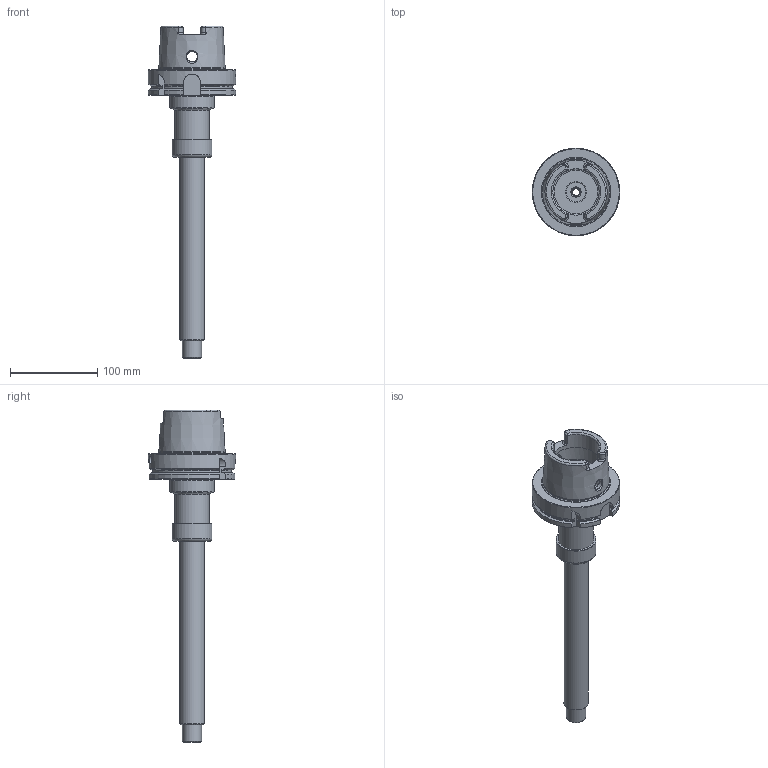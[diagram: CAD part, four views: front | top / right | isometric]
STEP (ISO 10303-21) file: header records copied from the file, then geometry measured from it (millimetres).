
FILE_DESCRIPTION(/* description */ (''),/* implementation_level */ '2;1');
FILE_NAME(/* name */ '888513170.stp',/* time_stamp */ '2021-07-28T09:05:07',/* author */ ('LRA'),/* organization */ ('REGO-FIX'),/* preprocessor_version */ ' Unknown',/* originating_system */ 'SIEMENS PLM Software Solid Edge ST10',/* authorization */ 'Unknown');
FILE_SCHEMA (('AUTOMOTIVE_DESIGN { 1 0 10303 214 2 1 1}'));
Length unit declared in the file: millimetre
Products named in the file (1): NOCUT
Bounding box: 100 x 100 x 379.5 mm (x, y, z)
Volume: 470352.6 mm3; surface area: 95258.4 mm2
Topology: 1 solids, 3 shells, 209 faces, 516 edges, 326 vertices
Faces by surface type: plane 60, cylinder 53, cone 49, torus 47
Full cylindrical faces by diameter (mm): 8 x1, 8.35 x2, 8.376 x1, 8.5 x1, 10 x2, 10.5 x1, 12 x3, 22 x1, 22.376 x1, 23.8 x1, 24.7 x1, 25 x2, 28 x1, 29 x1, 33 x1, 34 x1, 38.376 x1, 40 x1, 40.05 x1, 43.3 x1, 45.65 x1, 50.5 x1, 53 x2, 63 x1, 75.459 x1, 100 x1
Entity records: 7326 total; most frequent: CARTESIAN_POINT 1430, DIRECTION 944, ORIENTED_EDGE 788, AXIS2_PLACEMENT_3D 424, EDGE_CURVE 394, EDGE_LOOP 322, FACE_BOUND 322, VERTEX_POINT 294
